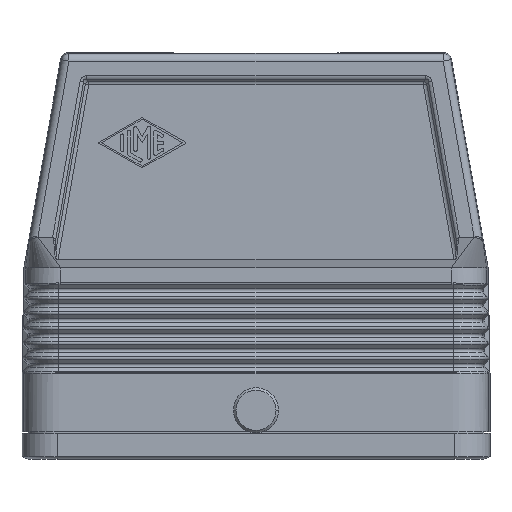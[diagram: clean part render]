
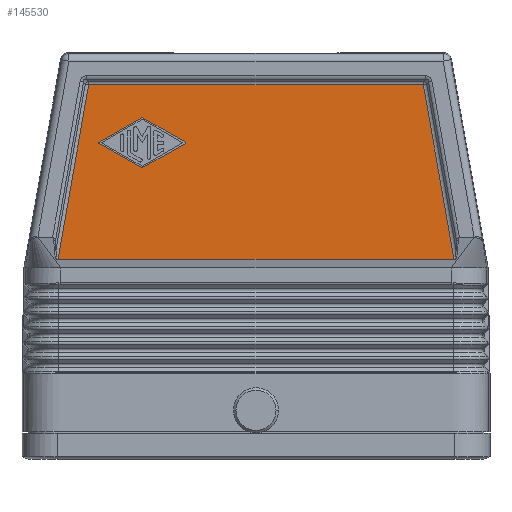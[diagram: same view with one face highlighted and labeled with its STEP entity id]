
A CAD part, left-side view. The second image highlights one B-rep face of the part: STEP entity #145530.
In plain terms, the highlighted planar face has unit normal (-1, 0, 0).
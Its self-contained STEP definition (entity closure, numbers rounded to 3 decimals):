
#86320=CARTESIAN_POINT('',(374.083,-12.317,
48.893));
#86330=DIRECTION('',(1.,0.,0.));
#86340=DIRECTION('',(0.,1.,0.));
#86350=AXIS2_PLACEMENT_3D('',#86320,#86330,#86340);
#86360=PLANE('',#86350);
#138560=CARTESIAN_POINT('',(374.083,56.725,
34.925));
#138570=VERTEX_POINT('',#138560);
#138600=CARTESIAN_POINT('',(374.083,-2.633,
34.925));
#138610=DIRECTION('',(0.,-1.,0.));
#138620=VECTOR('',#138610,1.);
#138630=LINE('',#138600,#138620);
#138640=CARTESIAN_POINT('',(374.083,-22.413,
34.925));
#138650=VERTEX_POINT('',#138640);
#138660=EDGE_CURVE('',#138570,#138650,#138630,.T.);
#142800=CARTESIAN_POINT('',(374.083,-16.265,
69.818));
#142810=VERTEX_POINT('',#142800);
#142860=CARTESIAN_POINT('',(374.083,44.373,
69.818));
#142870=DIRECTION('',(0.,1.,0.));
#142880=VECTOR('',#142870,1.);
#142890=LINE('',#142860,#142880);
#142900=CARTESIAN_POINT('',(374.083,50.578,
69.818));
#142910=VERTEX_POINT('',#142900);
#142920=EDGE_CURVE('',#142810,#142910,#142890,.T.);
#144050=CARTESIAN_POINT('',(374.083,-26.411,
12.233));
#144060=DIRECTION('',(0.,-0.174,-0.985));
#144070=VECTOR('',#144060,1.);
#144080=LINE('',#144050,#144070);
#144090=EDGE_CURVE('',#142810,#138650,#144080,.T.);
#144720=ORIENTED_EDGE('',*,*,#138660,.T.);
#144730=CARTESIAN_POINT('',(374.083,60.723,
12.233));
#144740=DIRECTION('',(0.,0.174,-0.985));
#144750=VECTOR('',#144740,1.);
#144760=LINE('',#144730,#144750);
#144770=EDGE_CURVE('',#142910,#138570,#144760,.T.);
#144780=ORIENTED_EDGE('',*,*,#144770,.T.);
#144790=ORIENTED_EDGE('',*,*,#142920,.T.);
#144800=ORIENTED_EDGE('',*,*,#144090,.F.);
#144810=EDGE_LOOP('',(#144800,#144790,#144780,#144720));
#144820=FACE_OUTER_BOUND('',#144810,.T.);
#144830=CARTESIAN_POINT('',(374.083,44.373,
65.836));
#144840=DIRECTION('',(0.,0.868,0.496));
#144850=VECTOR('',#144840,1.);
#144860=LINE('',#144830,#144850);
#144870=CARTESIAN_POINT('',(374.083,31.324,
58.377));
#144880=VERTEX_POINT('',#144870);
#144890=CARTESIAN_POINT('',(374.083,39.741,
63.188));
#144900=VERTEX_POINT('',#144890);
#144910=EDGE_CURVE('',#144880,#144900,#144860,.T.);
#144920=ORIENTED_EDGE('',*,*,#144910,.F.);
#144930=CARTESIAN_POINT('',(374.083,39.906,
62.899));
#144940=DIRECTION('',(-1.,0.,0.));
#144950=DIRECTION('',(0.,-1.,0.));
#144960=AXIS2_PLACEMENT_3D('',#144930,#144940,#144950);
#144970=CIRCLE('',#144960,0.333);
#144980=CARTESIAN_POINT('',(374.083,40.072,
63.188));
#144990=VERTEX_POINT('',#144980);
#145000=EDGE_CURVE('',#144900,#144990,#144970,.T.);
#145010=ORIENTED_EDGE('',*,*,#145000,.F.);
#145020=CARTESIAN_POINT('',(374.083,44.373,
60.73));
#145030=DIRECTION('',(0.,0.868,-0.496));
#145040=VECTOR('',#145030,1.);
#145050=LINE('',#145020,#145040);
#145060=CARTESIAN_POINT('',(374.083,48.488,
58.377));
#145070=VERTEX_POINT('',#145060);
#145080=EDGE_CURVE('',#144990,#145070,#145050,.T.);
#145090=ORIENTED_EDGE('',*,*,#145080,.F.);
#145100=CARTESIAN_POINT('',(374.083,48.405,
58.233));
#145110=DIRECTION('',(-1.,0.,0.));
#145120=DIRECTION('',(0.,-1.,0.));
#145130=AXIS2_PLACEMENT_3D('',#145100,#145110,#145120);
#145140=CIRCLE('',#145130,0.167);
#145150=CARTESIAN_POINT('',(374.083,48.488,
58.088));
#145160=VERTEX_POINT('',#145150);
#145170=EDGE_CURVE('',#145070,#145160,#145140,.T.);
#145180=ORIENTED_EDGE('',*,*,#145170,.F.);
#145190=CARTESIAN_POINT('',(374.083,44.373,
55.735));
#145200=DIRECTION('',(0.,-0.868,-0.496));
#145210=VECTOR('',#145200,1.);
#145220=LINE('',#145190,#145210);
#145230=CARTESIAN_POINT('',(374.083,40.072,
53.277));
#145240=VERTEX_POINT('',#145230);
#145250=EDGE_CURVE('',#145160,#145240,#145220,.T.);
#145260=ORIENTED_EDGE('',*,*,#145250,.F.);
#145270=CARTESIAN_POINT('',(374.083,39.906,
53.566));
#145280=DIRECTION('',(-1.,0.,0.));
#145290=DIRECTION('',(0.,-1.,0.));
#145300=AXIS2_PLACEMENT_3D('',#145270,#145280,#145290);
#145310=CIRCLE('',#145300,0.333);
#145320=CARTESIAN_POINT('',(374.083,39.741,
53.277));
#145330=VERTEX_POINT('',#145320);
#145340=EDGE_CURVE('',#145240,#145330,#145310,.T.);
#145350=ORIENTED_EDGE('',*,*,#145340,.F.);
#145360=CARTESIAN_POINT('',(374.083,44.373,
50.63));
#145370=DIRECTION('',(0.,-0.868,0.496));
#145380=VECTOR('',#145370,1.);
#145390=LINE('',#145360,#145380);
#145400=CARTESIAN_POINT('',(374.083,31.324,
58.088));
#145410=VERTEX_POINT('',#145400);
#145420=EDGE_CURVE('',#145330,#145410,#145390,.T.);
#145430=ORIENTED_EDGE('',*,*,#145420,.F.);
#145440=CARTESIAN_POINT('',(374.083,31.407,
58.233));
#145450=DIRECTION('',(-1.,0.,0.));
#145460=DIRECTION('',(0.,-1.,0.));
#145470=AXIS2_PLACEMENT_3D('',#145440,#145450,#145460);
#145480=CIRCLE('',#145470,0.167);
#145490=EDGE_CURVE('',#145410,#144880,#145480,.T.);
#145500=ORIENTED_EDGE('',*,*,#145490,.F.);
#145510=EDGE_LOOP('',(#145500,#145430,#145350,#145260,#145180,#145090,
#145010,#144920));
#145520=FACE_BOUND('',#145510,.T.);
#145530=ADVANCED_FACE('',(#144820,#145520),#86360,.F.);
